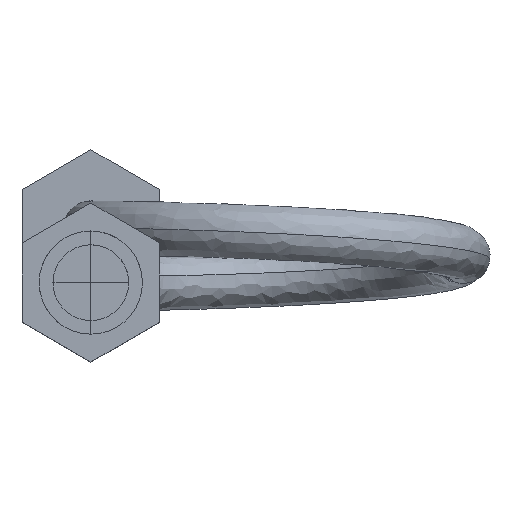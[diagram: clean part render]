
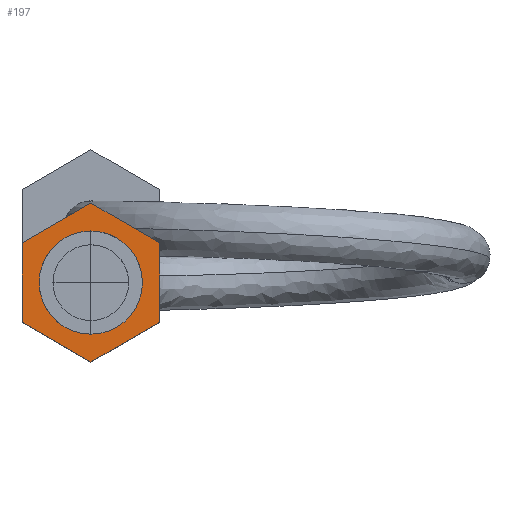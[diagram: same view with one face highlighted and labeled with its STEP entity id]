
A CAD part, top view. The second image highlights one B-rep face of the part: STEP entity #197.
In plain terms, the highlighted planar face has unit normal (0, 0, 1).
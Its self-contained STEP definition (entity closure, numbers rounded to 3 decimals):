
#43=CARTESIAN_POINT('Vertex',(0.,-15.5,157.51)) ;
#46=CARTESIAN_POINT('Axis2P3D Location',(0.,-8.,157.51)) ;
#50=CARTESIAN_POINT('Vertex',(0.,-0.5,157.51)) ;
#126=CARTESIAN_POINT('Axis2P3D Location',(0.,-8.,157.51)) ;
#138=CARTESIAN_POINT('Axis2P3D Location',(0.,3.547,157.51)) ;
#143=CARTESIAN_POINT('Line Origine',(-10.,-8.,157.51)) ;
#147=CARTESIAN_POINT('Vertex',(-10.,-2.226,157.51)) ;
#149=CARTESIAN_POINT('Vertex',(-10.,-13.774,157.51)) ;
#152=CARTESIAN_POINT('Line Origine',(-5.,-16.66,157.51)) ;
#156=CARTESIAN_POINT('Vertex',(0.,-19.547,157.51)) ;
#159=CARTESIAN_POINT('Line Origine',(5.,-16.66,157.51)) ;
#163=CARTESIAN_POINT('Vertex',(10.,-13.774,157.51)) ;
#166=CARTESIAN_POINT('Line Origine',(10.,-8.,157.51)) ;
#170=CARTESIAN_POINT('Vertex',(10.,-2.226,157.51)) ;
#173=CARTESIAN_POINT('Line Origine',(5.,0.66,157.51)) ;
#177=CARTESIAN_POINT('Vertex',(0.,3.547,157.51)) ;
#180=CARTESIAN_POINT('Line Origine',(-5.,0.66,157.51)) ;
#145=VECTOR('Line Direction',#144,1.) ;
#154=VECTOR('Line Direction',#153,1.) ;
#161=VECTOR('Line Direction',#160,1.) ;
#168=VECTOR('Line Direction',#167,1.) ;
#175=VECTOR('Line Direction',#174,1.) ;
#182=VECTOR('Line Direction',#181,1.) ;
#47=DIRECTION('Axis2P3D Direction',(0.,0.,1.)) ;
#127=DIRECTION('Axis2P3D Direction',(0.,0.,1.)) ;
#139=DIRECTION('Axis2P3D Direction',(0.,0.,1.)) ;
#140=DIRECTION('Axis2P3D XDirection',(-0.866,-0.5,0.)) ;
#144=DIRECTION('Vector Direction',(0.,-1.,0.)) ;
#153=DIRECTION('Vector Direction',(0.866,-0.5,0.)) ;
#160=DIRECTION('Vector Direction',(-0.866,-0.5,0.)) ;
#167=DIRECTION('Vector Direction',(0.,1.,0.)) ;
#174=DIRECTION('Vector Direction',(-0.866,0.5,0.)) ;
#181=DIRECTION('Vector Direction',(0.866,0.5,0.)) ;
#48=AXIS2_PLACEMENT_3D('Circle Axis2P3D',#46,#47,$) ;
#128=AXIS2_PLACEMENT_3D('Circle Axis2P3D',#126,#127,$) ;
#141=AXIS2_PLACEMENT_3D('Plane Axis2P3D',#138,#139,#140) ;
#146=LINE('Line',#143,#145) ;
#155=LINE('Line',#152,#154) ;
#162=LINE('Line',#159,#161) ;
#169=LINE('Line',#166,#168) ;
#176=LINE('Line',#173,#175) ;
#183=LINE('Line',#180,#182) ;
#49=CIRCLE('generated circle',#48,7.5) ;
#129=CIRCLE('generated circle',#128,7.5) ;
#142=PLANE('',#141) ;
#196=FACE_BOUND('',#193,.T.) ;
#52=EDGE_CURVE('',#51,#44,#49,.F.) ;
#130=EDGE_CURVE('',#44,#51,#129,.F.) ;
#151=EDGE_CURVE('',#148,#150,#146,.T.) ;
#158=EDGE_CURVE('',#150,#157,#155,.T.) ;
#165=EDGE_CURVE('',#164,#157,#162,.T.) ;
#172=EDGE_CURVE('',#164,#171,#169,.T.) ;
#179=EDGE_CURVE('',#171,#178,#176,.T.) ;
#184=EDGE_CURVE('',#148,#178,#183,.T.) ;
#186=ORIENTED_EDGE('',*,*,#151,.T.) ;
#187=ORIENTED_EDGE('',*,*,#158,.T.) ;
#188=ORIENTED_EDGE('',*,*,#165,.F.) ;
#189=ORIENTED_EDGE('',*,*,#172,.T.) ;
#190=ORIENTED_EDGE('',*,*,#179,.T.) ;
#191=ORIENTED_EDGE('',*,*,#184,.F.) ;
#194=ORIENTED_EDGE('',*,*,#52,.T.) ;
#195=ORIENTED_EDGE('',*,*,#130,.T.) ;
#185=EDGE_LOOP('',(#186,#187,#188,#189,#190,#191)) ;
#193=EDGE_LOOP('',(#194,#195)) ;
#44=VERTEX_POINT('',#43) ;
#51=VERTEX_POINT('',#50) ;
#148=VERTEX_POINT('',#147) ;
#150=VERTEX_POINT('',#149) ;
#157=VERTEX_POINT('',#156) ;
#164=VERTEX_POINT('',#163) ;
#171=VERTEX_POINT('',#170) ;
#178=VERTEX_POINT('',#177) ;
#197=ADVANCED_FACE('691300_1.1\\PartBody',(#192,#196),#142,.T.) ;
#192=FACE_OUTER_BOUND('',#185,.T.) ;
